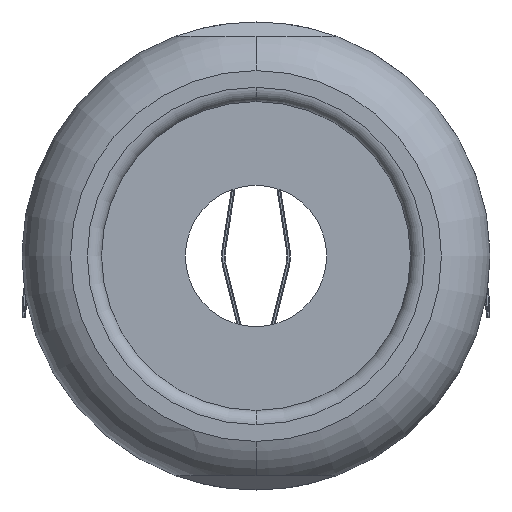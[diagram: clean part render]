
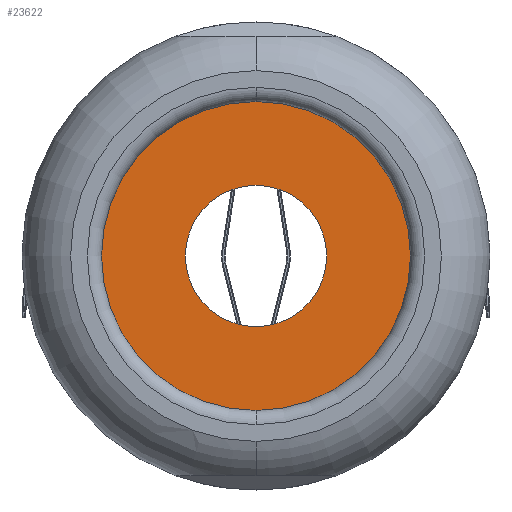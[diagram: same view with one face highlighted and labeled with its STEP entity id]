
A CAD part, front view. The second image highlights one B-rep face of the part: STEP entity #23622.
In plain terms, the highlighted planar face has unit normal (0, -1, 0).
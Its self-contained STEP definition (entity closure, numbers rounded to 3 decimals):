
#5195=CARTESIAN_POINT('',(0.,-24.028,0.));
#5196=DIRECTION('',(0.,-1.,0.));
#5197=DIRECTION('',(-1.,0.,0.));
#5198=AXIS2_PLACEMENT_3D('',#5195,#5196,#5197);
#5200=CARTESIAN_POINT('',(0.,-24.028,0.));
#5201=DIRECTION('',(0.,-1.,0.));
#5202=DIRECTION('',(1.,0.,0.));
#5203=AXIS2_PLACEMENT_3D('',#5200,#5201,#5202);
#5205=CARTESIAN_POINT('',(0.,-24.028,0.));
#5206=DIRECTION('',(0.,1.,0.));
#5207=DIRECTION('',(0.,0.,1.));
#5208=AXIS2_PLACEMENT_3D('',#5205,#5206,#5207);
#5210=CARTESIAN_POINT('',(0.,-24.028,0.));
#5211=DIRECTION('',(0.,1.,0.));
#5212=DIRECTION('',(0.,0.,-1.));
#5213=AXIS2_PLACEMENT_3D('',#5210,#5211,#5212);
#16090=CARTESIAN_POINT('',(4.,-24.028,0.));
#16091=VERTEX_POINT('',#16090);
#16092=CARTESIAN_POINT('',(-4.,-24.028,0.));
#16093=VERTEX_POINT('',#16092);
#17266=CARTESIAN_POINT('',(0.,-24.028,9.422));
#17267=CARTESIAN_POINT('',(0.,-24.028,-9.422));
#17268=VERTEX_POINT('',#17266);
#17269=VERTEX_POINT('',#17267);
#23607=CARTESIAN_POINT('',(0.,-24.028,0.));
#23608=DIRECTION('',(0.,1.,0.));
#23609=DIRECTION('',(-1.,0.,0.));
#23610=AXIS2_PLACEMENT_3D('',#23607,#23608,#23609);
#23611=PLANE('',#23610);
#23613=ORIENTED_EDGE('',*,*,#23612,.T.);
#23615=ORIENTED_EDGE('',*,*,#23614,.T.);
#23616=EDGE_LOOP('',(#23613,#23615));
#23617=FACE_OUTER_BOUND('',#23616,.F.);
#23618=ORIENTED_EDGE('',*,*,#23574,.T.);
#23619=ORIENTED_EDGE('',*,*,#23589,.T.);
#23620=EDGE_LOOP('',(#23618,#23619));
#23621=FACE_BOUND('',#23620,.F.);
#23622=ADVANCED_FACE('',(#23617,#23621),#23611,.F.);
#5199=CIRCLE('',#5198,4.);
#5204=CIRCLE('',#5203,4.);
#5209=CIRCLE('',#5208,9.422);
#5214=CIRCLE('',#5213,9.422);
#23574=EDGE_CURVE('',#16093,#16091,#5199,.T.);
#23589=EDGE_CURVE('',#16091,#16093,#5204,.T.);
#23612=EDGE_CURVE('',#17268,#17269,#5209,.T.);
#23614=EDGE_CURVE('',#17269,#17268,#5214,.T.);
